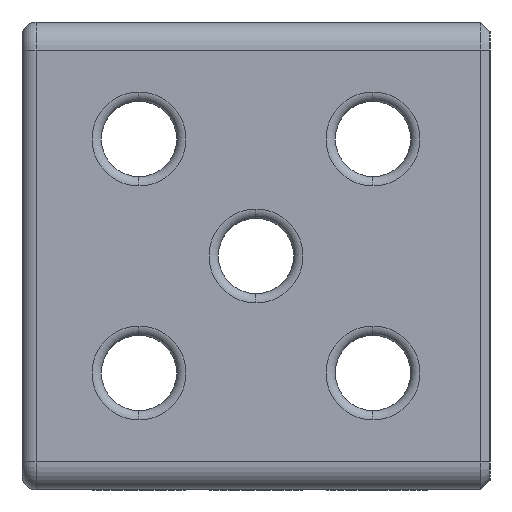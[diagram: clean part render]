
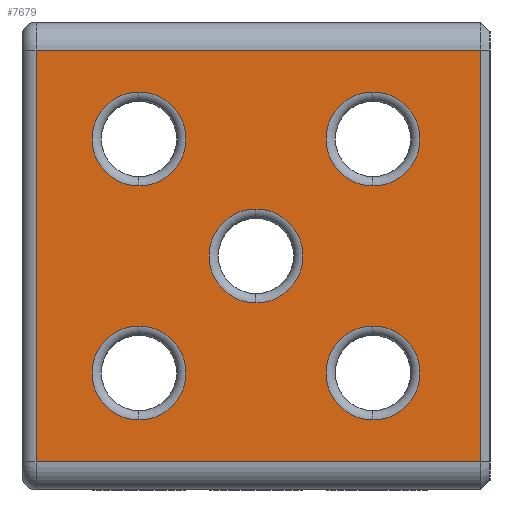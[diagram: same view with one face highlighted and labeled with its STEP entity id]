
A CAD part, left-side view. The second image highlights one B-rep face of the part: STEP entity #7679.
In plain terms, the highlighted planar face has unit normal (-1, 0, 0).
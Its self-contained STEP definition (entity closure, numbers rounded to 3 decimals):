
#149 = VERTEX_POINT ( 'NONE', #32732 ) ;
#485 = EDGE_CURVE ( 'NONE', #31811, #149, #8821, .T. ) ;
#968 = VERTEX_POINT ( 'NONE', #28941 ) ;
#1423 = DIRECTION ( 'NONE',  ( 0., -1., 0. ) ) ;
#1532 = VERTEX_POINT ( 'NONE', #24311 ) ;
#1552 = VECTOR ( 'NONE', #1423, 1000. ) ;
#1591 = EDGE_CURVE ( 'NONE', #9554, #18433, #23514, .T. ) ;
#2410 = DIRECTION ( 'NONE',  ( 0., 0., -1. ) ) ;
#2429 = ORIENTED_EDGE ( 'NONE', *, *, #10951, .T. ) ;
#2544 = ORIENTED_EDGE ( 'NONE', *, *, #19723, .T. ) ;
#2611 = CARTESIAN_POINT ( 'NONE',  ( -500., -50., 0. ) ) ;
#2622 = CARTESIAN_POINT ( 'NONE',  ( -500., -98., 0. ) ) ;
#2720 = ORIENTED_EDGE ( 'NONE', *, *, #33301, .F. ) ;
#2967 = DIRECTION ( 'NONE',  ( -1., 0., 0. ) ) ;
#3167 = ORIENTED_EDGE ( 'NONE', *, *, #485, .F. ) ;
#3328 = LINE ( 'NONE', #31532, #23251 ) ;
#3565 = AXIS2_PLACEMENT_3D ( 'NONE', #22003, #5785, #24712 ) ;
#3957 = EDGE_CURVE ( 'NONE', #25359, #32777, #25284, .T. ) ;
#4208 = VERTEX_POINT ( 'NONE', #32638 ) ;
#4409 = CARTESIAN_POINT ( 'NONE',  ( -500., -50., 0. ) ) ;
#4778 = ORIENTED_EDGE ( 'NONE', *, *, #28535, .T. ) ;
#5031 = VERTEX_POINT ( 'NONE', #5579 ) ;
#5366 = DIRECTION ( 'NONE',  ( 0., 0., 1. ) ) ;
#5579 = CARTESIAN_POINT ( 'NONE',  ( -500., -50., -10.04 ) ) ;
#5785 = DIRECTION ( 'NONE',  ( -1., 0., 0. ) ) ;
#5822 = CARTESIAN_POINT ( 'NONE',  ( -500., -25., 14.96 ) ) ;
#6457 = FACE_BOUND ( 'NONE', #32425, .T. ) ;
#7071 = AXIS2_PLACEMENT_3D ( 'NONE', #24750, #11262, #30170 ) ;
#7174 = DIRECTION ( 'NONE',  ( 0., 0., 1. ) ) ;
#7188 = ORIENTED_EDGE ( 'NONE', *, *, #20357, .T. ) ;
#7679 = ADVANCED_FACE ( 'NONE', ( #20831, #13665, #14525, #6457, #28015, #29716 ), #8583, .T. ) ;
#8583 = PLANE ( 'NONE',  #7071 ) ;
#8646 = EDGE_LOOP ( 'NONE', ( #33476, #2720 ) ) ;
#8697 = EDGE_CURVE ( 'NONE', #968, #149, #26465, .T. ) ;
#8821 = LINE ( 'NONE', #31754, #1552 ) ;
#8985 = CARTESIAN_POINT ( 'NONE',  ( -500., -3., -44. ) ) ;
#9554 = VERTEX_POINT ( 'NONE', #29020 ) ;
#9960 = EDGE_LOOP ( 'NONE', ( #32263, #23091 ) ) ;
#10951 = EDGE_CURVE ( 'NONE', #1532, #15710, #27996, .T. ) ;
#11262 = DIRECTION ( 'NONE',  ( -1., 0., 0. ) ) ;
#11306 = EDGE_CURVE ( 'NONE', #5031, #4208, #11487, .T. ) ;
#11487 = CIRCLE ( 'NONE', #33689, 10.04 ) ;
#11525 = EDGE_CURVE ( 'NONE', #31811, #18620, #24600, .T. ) ;
#11911 = DIRECTION ( 'NONE',  ( 1., 0., 0. ) ) ;
#12174 = DIRECTION ( 'NONE',  ( 1., 0., 0. ) ) ;
#12448 = CARTESIAN_POINT ( 'NONE',  ( -500., -3., 44. ) ) ;
#12670 = AXIS2_PLACEMENT_3D ( 'NONE', #30236, #14089, #32991 ) ;
#13012 = EDGE_LOOP ( 'NONE', ( #19172, #22232 ) ) ;
#13580 = DIRECTION ( 'NONE',  ( -1., 0., 0. ) ) ;
#13665 = FACE_BOUND ( 'NONE', #13012, .T. ) ;
#13848 = CARTESIAN_POINT ( 'NONE',  ( -500., -75., -35.04 ) ) ;
#14089 = DIRECTION ( 'NONE',  ( 1., 0., 0. ) ) ;
#14138 = CIRCLE ( 'NONE', #3565, 10.04 ) ;
#14489 = EDGE_CURVE ( 'NONE', #18433, #9554, #27412, .T. ) ;
#14501 = DIRECTION ( 'NONE',  ( 0., 0., -1. ) ) ;
#14525 = FACE_BOUND ( 'NONE', #15032, .T. ) ;
#14868 = CARTESIAN_POINT ( 'NONE',  ( -500., -75., -25. ) ) ;
#15032 = EDGE_LOOP ( 'NONE', ( #33967, #7188 ) ) ;
#15710 = VERTEX_POINT ( 'NONE', #34511 ) ;
#16045 = DIRECTION ( 'NONE',  ( 0., 0., 1. ) ) ;
#16196 = CARTESIAN_POINT ( 'NONE',  ( -500., -75., 14.96 ) ) ;
#17395 = VECTOR ( 'NONE', #14501, 1000. ) ;
#17548 = DIRECTION ( 'NONE',  ( 0., 0., 1. ) ) ;
#18034 = AXIS2_PLACEMENT_3D ( 'NONE', #28094, #11911, #30814 ) ;
#18094 = CARTESIAN_POINT ( 'NONE',  ( -500., -25., 35.04 ) ) ;
#18433 = VERTEX_POINT ( 'NONE', #16196 ) ;
#18620 = VERTEX_POINT ( 'NONE', #8985 ) ;
#18651 = DIRECTION ( 'NONE',  ( -1., 0., 0. ) ) ;
#19172 = ORIENTED_EDGE ( 'NONE', *, *, #23895, .T. ) ;
#19230 = CARTESIAN_POINT ( 'NONE',  ( -500., -75., 25. ) ) ;
#19302 = VECTOR ( 'NONE', #16045, 1000. ) ;
#19631 = CIRCLE ( 'NONE', #12670, 10.04 ) ;
#19702 = EDGE_CURVE ( 'NONE', #23042, #28007, #14138, .T. ) ;
#19723 = EDGE_CURVE ( 'NONE', #15710, #1532, #19631, .T. ) ;
#19983 = AXIS2_PLACEMENT_3D ( 'NONE', #14868, #33765, #17548 ) ;
#20357 = EDGE_CURVE ( 'NONE', #32777, #25359, #23379, .T. ) ;
#20831 = FACE_OUTER_BOUND ( 'NONE', #28835, .T. ) ;
#21053 = ORIENTED_EDGE ( 'NONE', *, *, #11525, .T. ) ;
#21586 = DIRECTION ( 'NONE',  ( 1., 0., 0. ) ) ;
#21948 = DIRECTION ( 'NONE',  ( 0., 0., -1. ) ) ;
#22003 = CARTESIAN_POINT ( 'NONE',  ( -500., -25., 25. ) ) ;
#22232 = ORIENTED_EDGE ( 'NONE', *, *, #11306, .T. ) ;
#22551 = CARTESIAN_POINT ( 'NONE',  ( -500., -3., 0. ) ) ;
#23042 = VERTEX_POINT ( 'NONE', #5822 ) ;
#23091 = ORIENTED_EDGE ( 'NONE', *, *, #1591, .F. ) ;
#23251 = VECTOR ( 'NONE', #34264, 1000. ) ;
#23378 = DIRECTION ( 'NONE',  ( 1., 0., 0. ) ) ;
#23379 = CIRCLE ( 'NONE', #19983, 10.04 ) ;
#23514 = CIRCLE ( 'NONE', #30227, 10.04 ) ;
#23895 = EDGE_CURVE ( 'NONE', #4208, #5031, #26942, .T. ) ;
#24311 = CARTESIAN_POINT ( 'NONE',  ( -500., -25., -35.04 ) ) ;
#24600 = LINE ( 'NONE', #22551, #17395 ) ;
#24712 = DIRECTION ( 'NONE',  ( 0., 0., -1. ) ) ;
#24738 = AXIS2_PLACEMENT_3D ( 'NONE', #34841, #18651, #2410 ) ;
#24750 = CARTESIAN_POINT ( 'NONE',  ( -500., -12., 0. ) ) ;
#25284 = CIRCLE ( 'NONE', #33706, 10.04 ) ;
#25359 = VERTEX_POINT ( 'NONE', #34073 ) ;
#26465 = LINE ( 'NONE', #2622, #19302 ) ;
#26942 = CIRCLE ( 'NONE', #30928, 10.04 ) ;
#27412 = CIRCLE ( 'NONE', #24738, 10.04 ) ;
#27996 = CIRCLE ( 'NONE', #18034, 10.04 ) ;
#28007 = VERTEX_POINT ( 'NONE', #18094 ) ;
#28015 = FACE_BOUND ( 'NONE', #9960, .T. ) ;
#28094 = CARTESIAN_POINT ( 'NONE',  ( -500., -25., -25. ) ) ;
#28373 = CARTESIAN_POINT ( 'NONE',  ( -500., -75., -25. ) ) ;
#28535 = EDGE_CURVE ( 'NONE', #18620, #968, #3328, .T. ) ;
#28835 = EDGE_LOOP ( 'NONE', ( #3167, #21053, #4778, #31593 ) ) ;
#28941 = CARTESIAN_POINT ( 'NONE',  ( -500., -98., -44. ) ) ;
#28940 = AXIS2_PLACEMENT_3D ( 'NONE', #29737, #13580, #32470 ) ;
#29020 = CARTESIAN_POINT ( 'NONE',  ( -500., -75., 35.04 ) ) ;
#29716 = FACE_BOUND ( 'NONE', #8646, .T. ) ;
#29737 = CARTESIAN_POINT ( 'NONE',  ( -500., -25., 25. ) ) ;
#30170 = DIRECTION ( 'NONE',  ( 0., 0., 1. ) ) ;
#30227 = AXIS2_PLACEMENT_3D ( 'NONE', #19230, #2967, #21948 ) ;
#30236 = CARTESIAN_POINT ( 'NONE',  ( -500., -25., -25. ) ) ;
#30814 = DIRECTION ( 'NONE',  ( 0., 0., 1. ) ) ;
#30928 = AXIS2_PLACEMENT_3D ( 'NONE', #4409, #23378, #7174 ) ;
#31075 = DIRECTION ( 'NONE',  ( 0., 0., 1. ) ) ;
#31532 = CARTESIAN_POINT ( 'NONE',  ( -500., -12., -44. ) ) ;
#31593 = ORIENTED_EDGE ( 'NONE', *, *, #8697, .T. ) ;
#31754 = CARTESIAN_POINT ( 'NONE',  ( -500., -12., 44. ) ) ;
#31811 = VERTEX_POINT ( 'NONE', #12448 ) ;
#32263 = ORIENTED_EDGE ( 'NONE', *, *, #14489, .F. ) ;
#32425 = EDGE_LOOP ( 'NONE', ( #2544, #2429 ) ) ;
#32470 = DIRECTION ( 'NONE',  ( 0., 0., -1. ) ) ;
#32638 = CARTESIAN_POINT ( 'NONE',  ( -500., -50., 10.04 ) ) ;
#32732 = CARTESIAN_POINT ( 'NONE',  ( -500., -98., 44. ) ) ;
#32777 = VERTEX_POINT ( 'NONE', #13848 ) ;
#32991 = DIRECTION ( 'NONE',  ( 0., 0., 1. ) ) ;
#33141 = CIRCLE ( 'NONE', #28940, 10.04 ) ;
#33301 = EDGE_CURVE ( 'NONE', #28007, #23042, #33141, .T. ) ;
#33476 = ORIENTED_EDGE ( 'NONE', *, *, #19702, .F. ) ;
#33689 = AXIS2_PLACEMENT_3D ( 'NONE', #2611, #21586, #5366 ) ;
#33706 = AXIS2_PLACEMENT_3D ( 'NONE', #28373, #12174, #31075 ) ;
#33765 = DIRECTION ( 'NONE',  ( 1., 0., 0. ) ) ;
#33967 = ORIENTED_EDGE ( 'NONE', *, *, #3957, .T. ) ;
#34073 = CARTESIAN_POINT ( 'NONE',  ( -500., -75., -14.96 ) ) ;
#34264 = DIRECTION ( 'NONE',  ( 0., -1., 0. ) ) ;
#34511 = CARTESIAN_POINT ( 'NONE',  ( -500., -25., -14.96 ) ) ;
#34841 = CARTESIAN_POINT ( 'NONE',  ( -500., -75., 25. ) ) ;
